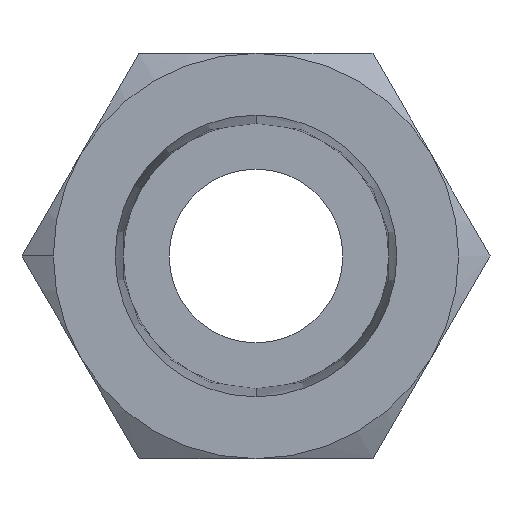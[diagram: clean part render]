
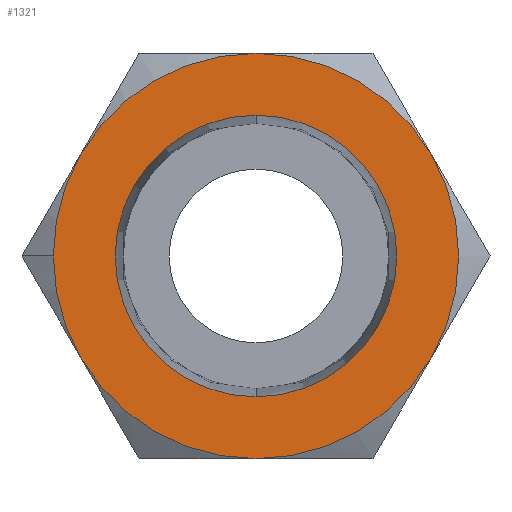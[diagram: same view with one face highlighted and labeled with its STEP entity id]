
A CAD part, front view. The second image highlights one B-rep face of the part: STEP entity #1321.
In plain terms, the highlighted planar face has unit normal (0, -1, 0).
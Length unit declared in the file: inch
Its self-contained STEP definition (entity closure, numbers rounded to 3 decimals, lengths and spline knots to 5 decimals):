
#49 = AXIS2_PLACEMENT_3D ( 'NONE', #1771, #703, #1938 ) ;
#52 = VERTEX_POINT ( 'NONE', #1719 ) ;
#102 = DIRECTION ( 'NONE',  ( 0., 1., 0. ) ) ;
#176 = CARTESIAN_POINT ( 'NONE',  ( 0., -0.43307, 0. ) ) ;
#217 = AXIS2_PLACEMENT_3D ( 'NONE', #317, #1556, #495 ) ;
#225 = EDGE_LOOP ( 'NONE', ( #2020, #932, #2226, #728, #757, #1725, #1782 ) ) ;
#238 = DIRECTION ( 'NONE',  ( -1., 0., 0. ) ) ;
#248 = DIRECTION ( 'NONE',  ( 0., 1., 0. ) ) ;
#253 = AXIS2_PLACEMENT_3D ( 'NONE', #1167, #102, #1350 ) ;
#260 = CARTESIAN_POINT ( 'NONE',  ( 0., -0.43307, 0. ) ) ;
#263 = ORIENTED_EDGE ( 'NONE', *, *, #1848, .T. ) ;
#294 = VERTEX_POINT ( 'NONE', #475 ) ;
#317 = CARTESIAN_POINT ( 'NONE',  ( 0., -0.43307, 0. ) ) ;
#322 = VERTEX_POINT ( 'NONE', #356 ) ;
#349 = DIRECTION ( 'NONE',  ( 0., 0., -1. ) ) ;
#356 = CARTESIAN_POINT ( 'NONE',  ( -0.23867, -0.43307, -0.1378 ) ) ;
#359 = EDGE_CURVE ( 'NONE', #322, #52, #2243, .T. ) ;
#390 = CIRCLE ( 'NONE', #952, 0.27559 ) ;
#414 = CARTESIAN_POINT ( 'NONE',  ( 0., -0.43307, 0. ) ) ;
#441 = CARTESIAN_POINT ( 'NONE',  ( 0., -0.43307, 0.27559 ) ) ;
#457 = CARTESIAN_POINT ( 'NONE',  ( -0.23867, -0.43307, 0.1378 ) ) ;
#475 = CARTESIAN_POINT ( 'NONE',  ( 0., -0.43307, -0.27559 ) ) ;
#489 = CARTESIAN_POINT ( 'NONE',  ( 0., -0.43307, 0. ) ) ;
#495 = DIRECTION ( 'NONE',  ( -1., 0., 0. ) ) ;
#520 = VERTEX_POINT ( 'NONE', #441 ) ;
#550 = ORIENTED_EDGE ( 'NONE', *, *, #2068, .T. ) ;
#556 = CIRCLE ( 'NONE', #49, 0.27559 ) ;
#590 = CIRCLE ( 'NONE', #253, 0.27559 ) ;
#594 = DIRECTION ( 'NONE',  ( -1., 0., 0. ) ) ;
#703 = DIRECTION ( 'NONE',  ( 0., 1., 0. ) ) ;
#728 = ORIENTED_EDGE ( 'NONE', *, *, #359, .F. ) ;
#757 = ORIENTED_EDGE ( 'NONE', *, *, #1381, .F. ) ;
#792 = CARTESIAN_POINT ( 'NONE',  ( -0.1378, -0.43307, 0. ) ) ;
#819 = VERTEX_POINT ( 'NONE', #2159 ) ;
#912 = CARTESIAN_POINT ( 'NONE',  ( 0., -0.43307, -0.1915 ) ) ;
#932 = ORIENTED_EDGE ( 'NONE', *, *, #1723, .F. ) ;
#940 = DIRECTION ( 'NONE',  ( 0., 1., 0. ) ) ;
#952 = AXIS2_PLACEMENT_3D ( 'NONE', #414, #1654, #594 ) ;
#970 = DIRECTION ( 'NONE',  ( 0., 0., -1. ) ) ;
#1012 = AXIS2_PLACEMENT_3D ( 'NONE', #1375, #1351, #1195 ) ;
#1028 = DIRECTION ( 'NONE',  ( -1., 0., 0. ) ) ;
#1043 = CARTESIAN_POINT ( 'NONE',  ( 0., -0.43307, 0.1915 ) ) ;
#1063 = CARTESIAN_POINT ( 'NONE',  ( 0.23867, -0.43307, 0.1378 ) ) ;
#1144 = EDGE_CURVE ( 'NONE', #1731, #819, #1744, .T. ) ;
#1162 = AXIS2_PLACEMENT_3D ( 'NONE', #260, #248, #238 ) ;
#1167 = CARTESIAN_POINT ( 'NONE',  ( 0., -0.43307, 0. ) ) ;
#1186 = AXIS2_PLACEMENT_3D ( 'NONE', #1993, #940, #2166 ) ;
#1195 = DIRECTION ( 'NONE',  ( -1., 0., 0. ) ) ;
#1266 = EDGE_CURVE ( 'NONE', #819, #294, #1931, .T. ) ;
#1321 = ADVANCED_FACE ( 'NONE', ( #1899, #1506 ), #1670, .T. ) ;
#1350 = DIRECTION ( 'NONE',  ( -1., 0., 0. ) ) ;
#1351 = DIRECTION ( 'NONE',  ( 0., 1., 0. ) ) ;
#1375 = CARTESIAN_POINT ( 'NONE',  ( 0., -0.43307, 0. ) ) ;
#1381 = EDGE_CURVE ( 'NONE', #294, #322, #590, .T. ) ;
#1404 = VERTEX_POINT ( 'NONE', #457 ) ;
#1405 = DIRECTION ( 'NONE',  ( 0., 1., 0. ) ) ;
#1504 = EDGE_CURVE ( 'NONE', #52, #1404, #1737, .T. ) ;
#1506 = FACE_OUTER_BOUND ( 'NONE', #225, .T. ) ;
#1556 = DIRECTION ( 'NONE',  ( 0., 1., 0. ) ) ;
#1608 = VERTEX_POINT ( 'NONE', #1043 ) ;
#1654 = DIRECTION ( 'NONE',  ( 0., 1., 0. ) ) ;
#1670 = PLANE ( 'NONE',  #1944 ) ;
#1719 = CARTESIAN_POINT ( 'NONE',  ( -0.27559, -0.43307, 0. ) ) ;
#1723 = EDGE_CURVE ( 'NONE', #1404, #520, #556, .T. ) ;
#1725 = ORIENTED_EDGE ( 'NONE', *, *, #1266, .F. ) ;
#1730 = AXIS2_PLACEMENT_3D ( 'NONE', #176, #1405, #349 ) ;
#1731 = VERTEX_POINT ( 'NONE', #1063 ) ;
#1736 = CIRCLE ( 'NONE', #1186, 0.1915 ) ;
#1737 = CIRCLE ( 'NONE', #217, 0.27559 ) ;
#1744 = CIRCLE ( 'NONE', #1012, 0.27559 ) ;
#1771 = CARTESIAN_POINT ( 'NONE',  ( 0., -0.43307, 0. ) ) ;
#1782 = ORIENTED_EDGE ( 'NONE', *, *, #1144, .F. ) ;
#1839 = EDGE_CURVE ( 'NONE', #520, #1731, #390, .T. ) ;
#1848 = EDGE_CURVE ( 'NONE', #2184, #1608, #1736, .T. ) ;
#1899 = FACE_BOUND ( 'NONE', #2085, .T. ) ;
#1931 = CIRCLE ( 'NONE', #2179, 0.27559 ) ;
#1938 = DIRECTION ( 'NONE',  ( -1., 0., 0. ) ) ;
#1944 = AXIS2_PLACEMENT_3D ( 'NONE', #792, #2013, #970 ) ;
#1993 = CARTESIAN_POINT ( 'NONE',  ( 0., -0.43307, 0. ) ) ;
#2013 = DIRECTION ( 'NONE',  ( 0., -1., 0. ) ) ;
#2020 = ORIENTED_EDGE ( 'NONE', *, *, #1839, .F. ) ;
#2065 = DIRECTION ( 'NONE',  ( 0., 1., 0. ) ) ;
#2068 = EDGE_CURVE ( 'NONE', #1608, #2184, #2144, .T. ) ;
#2085 = EDGE_LOOP ( 'NONE', ( #263, #550 ) ) ;
#2144 = CIRCLE ( 'NONE', #1730, 0.1915 ) ;
#2159 = CARTESIAN_POINT ( 'NONE',  ( 0.23867, -0.43307, -0.1378 ) ) ;
#2166 = DIRECTION ( 'NONE',  ( 0., 0., -1. ) ) ;
#2179 = AXIS2_PLACEMENT_3D ( 'NONE', #489, #2065, #1028 ) ;
#2184 = VERTEX_POINT ( 'NONE', #912 ) ;
#2226 = ORIENTED_EDGE ( 'NONE', *, *, #1504, .F. ) ;
#2243 = CIRCLE ( 'NONE', #1162, 0.27559 ) ;
